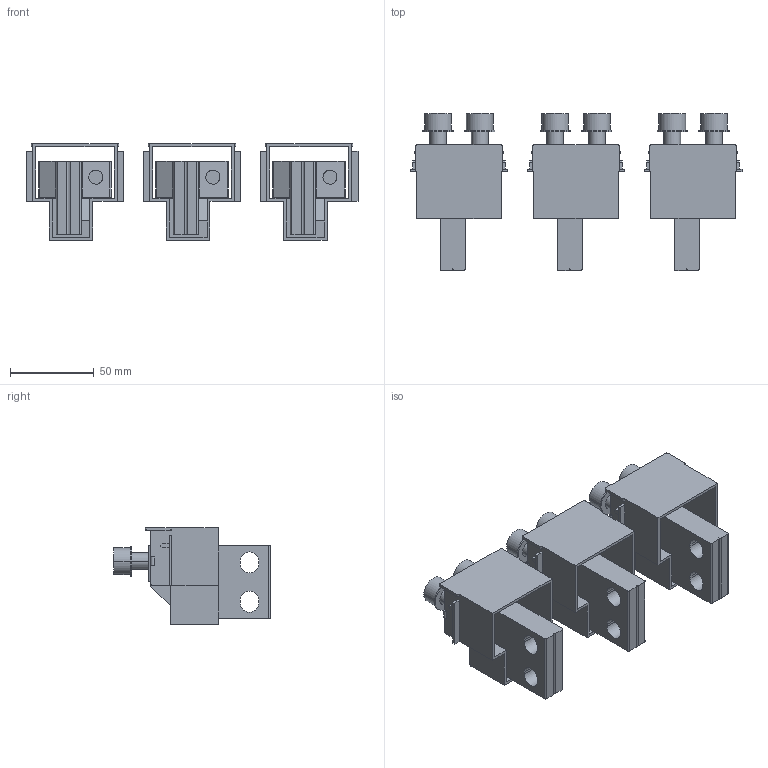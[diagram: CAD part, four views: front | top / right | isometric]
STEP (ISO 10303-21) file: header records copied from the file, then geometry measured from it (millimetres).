
FILE_DESCRIPTION((''),'2;1');
FILE_NAME('1SDH002065A1488_IGES','2019-11-25T',('ITSTCAR1'),(''),'CREO PARAMETRIC BY PTC INC, 2016050','CREO PARAMETRIC BY PTC INC, 2016050','');
FILE_SCHEMA(('AUTOMOTIVE_DESIGN { 1 0 10303 214 1 1 1 1 }'));
Length unit declared in the file: millimetre
Products named in the file (1): 1SDH002065A1488_IGES
Bounding box: 198.5 x 93.8 x 57.75 mm (x, y, z)
Volume: 203197.5 mm3; surface area: 101536.1 mm2
Topology: 6 solids, 9 shells, 492 faces, 1401 edges, 951 vertices
Faces by surface type: plane 342, cylinder 144, cone 6
Entity records: 20271 total; most frequent: CARTESIAN_POINT 3023, ORIENTED_EDGE 2790, DIRECTION 2649, EDGE_CURVE 1395, VECTOR 1101, LINE 1101, VERTEX_POINT 951, AXIS2_PLACEMENT_3D 774
